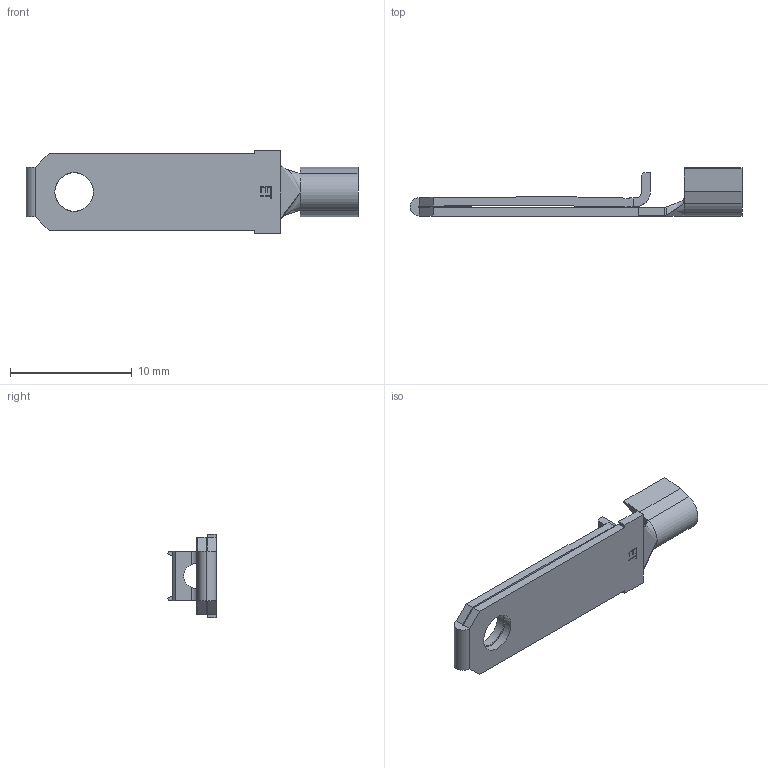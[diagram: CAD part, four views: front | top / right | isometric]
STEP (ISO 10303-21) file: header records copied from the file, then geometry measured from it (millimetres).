
FILE_DESCRIPTION (( 'STEP AP203' ), '1' );
FILE_NAME ('14209.STEP', '2015-02-23T14:21:15', ( '' ), ( '' ), 'SwSTEP 2.0', 'SolidWorks 2014', '' );
FILE_SCHEMA (( 'CONFIG_CONTROL_DESIGN' ));
Length unit declared in the file: inch
Products named in the file (1): 14209
Bounding box: 27.3 x 3.96 x 6.86 mm (x, y, z)
Volume: 196.5 mm3; surface area: 669.8 mm2
Topology: 1 solids, 1 shells, 156 faces, 410 edges, 256 vertices
Faces by surface type: plane 104, cylinder 32, cone 12, bspline 8
Entity records: 5006 total; most frequent: CARTESIAN_POINT 1132, ORIENTED_EDGE 820, DIRECTION 742, EDGE_CURVE 410, LINE 312, VECTOR 312, VERTEX_POINT 256, AXIS2_PLACEMENT_3D 215
